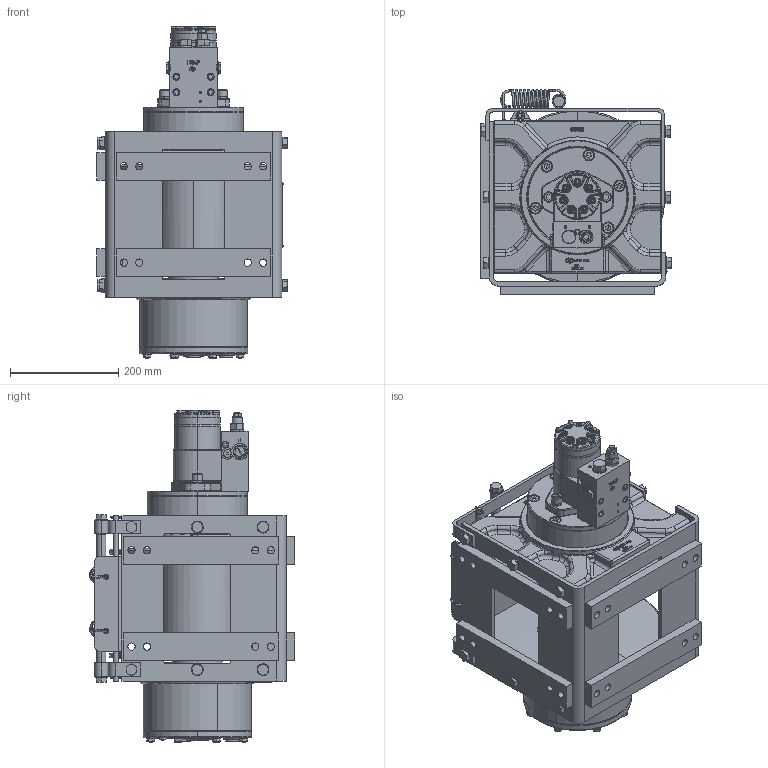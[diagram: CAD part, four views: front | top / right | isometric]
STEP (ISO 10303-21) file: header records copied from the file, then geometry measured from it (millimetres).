
FILE_DESCRIPTION((''),'2;1');
FILE_NAME('TWG-TEMP','2020-10-18T21:15:59',('Administrator'),(''),'CREO PARAMETRIC BY PTC INC, 2019030','CREO PARAMETRIC BY PTC INC, 2019030','');
FILE_SCHEMA(('AUTOMOTIVE_DESIGN { 1 0 10303 214 1 1 1 1 }'));
Products named in the file (1): TWG-TEMP
Bounding box: 351.62 x 379.82 x 612.65 mm (x, y, z)
Volume: 6812.9 mm3; surface area: 1666251.1 mm2
Topology: 2 solids, 179 shells, 3175 faces, 10554 edges, 7358 vertices
Faces by surface type: plane 1188, cylinder 865, torus 528, cone 208, bspline 190, extrusion 171, sphere 25
Entity records: 186747 total; most frequent: CARTESIAN_POINT 78064, ORIENTED_EDGE 16771, DIRECTION 16408, EDGE_CURVE 10388, VERTEX_POINT 7358, AXIS2_PLACEMENT_3D 5710, VECTOR 4985, LINE 4814
